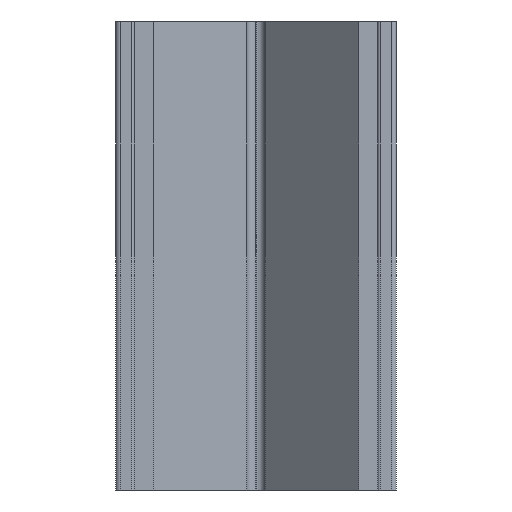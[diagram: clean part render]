
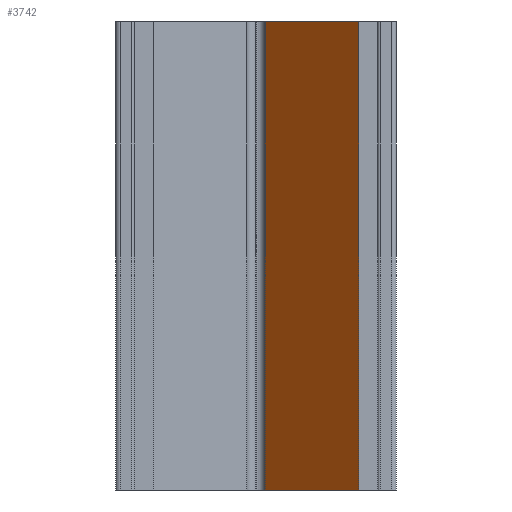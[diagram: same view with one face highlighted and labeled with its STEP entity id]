
A CAD part, front view. The second image highlights one B-rep face of the part: STEP entity #3742.
In plain terms, the highlighted planar face has unit normal (-0.707, -0.707, 0).
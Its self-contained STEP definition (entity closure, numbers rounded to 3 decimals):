
#103=PLANE('',#4092);
#270=FACE_OUTER_BOUND('',#465,.T.);
#465=EDGE_LOOP('',(#3127,#3128,#3129,#3130));
#821=LINE('',#5702,#1219);
#998=LINE('',#6167,#1396);
#999=LINE('',#6170,#1397);
#1000=LINE('',#6171,#1398);
#1219=VECTOR('',#4556,10.);
#1396=VECTOR('',#5025,10.);
#1397=VECTOR('',#5028,10.);
#1398=VECTOR('',#5029,10.);
#1658=VERTEX_POINT('',#5699);
#1659=VERTEX_POINT('',#5701);
#1801=VERTEX_POINT('',#6165);
#1802=VERTEX_POINT('',#6169);
#2072=EDGE_CURVE('',#1658,#1659,#821,.T.);
#2305=EDGE_CURVE('',#1658,#1801,#998,.T.);
#2306=EDGE_CURVE('',#1802,#1801,#999,.T.);
#2307=EDGE_CURVE('',#1659,#1802,#1000,.T.);
#3127=ORIENTED_EDGE('',*,*,#2305,.T.);
#3128=ORIENTED_EDGE('',*,*,#2306,.F.);
#3129=ORIENTED_EDGE('',*,*,#2307,.F.);
#3130=ORIENTED_EDGE('',*,*,#2072,.F.);
#3742=ADVANCED_FACE('',(#270),#103,.T.);
#4092=AXIS2_PLACEMENT_3D('',#6168,#5026,#5027);
#4556=DIRECTION('',(-0.707,0.707,0.));
#5025=DIRECTION('',(0.,0.,1.));
#5026=DIRECTION('center_axis',(-0.707,-0.707,0.));
#5027=DIRECTION('ref_axis',(0.707,-0.707,0.));
#5028=DIRECTION('',(0.707,-0.707,0.));
#5029=DIRECTION('',(0.,0.,1.));
#5699=CARTESIAN_POINT('',(22.,-62.,-50.));
#5701=CARTESIAN_POINT('',(2.,-42.,-50.));
#5702=CARTESIAN_POINT('',(2.,-42.,-50.));
#6165=CARTESIAN_POINT('',(22.,-62.,50.));
#6167=CARTESIAN_POINT('',(22.,-62.,0.));
#6168=CARTESIAN_POINT('Origin',(2.,-42.,0.));
#6169=CARTESIAN_POINT('',(2.,-42.,50.));
#6170=CARTESIAN_POINT('',(2.,-42.,50.));
#6171=CARTESIAN_POINT('',(2.,-42.,0.));
